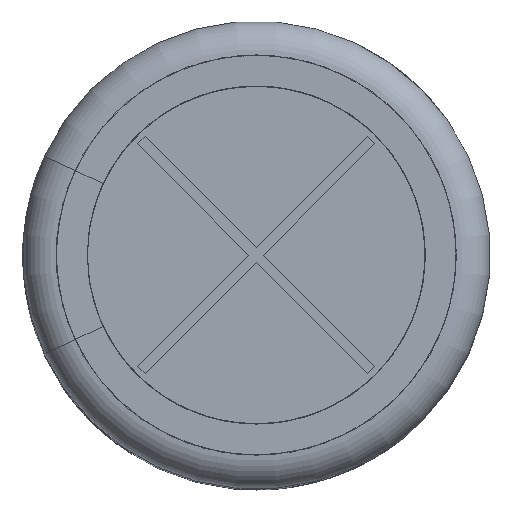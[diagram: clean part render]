
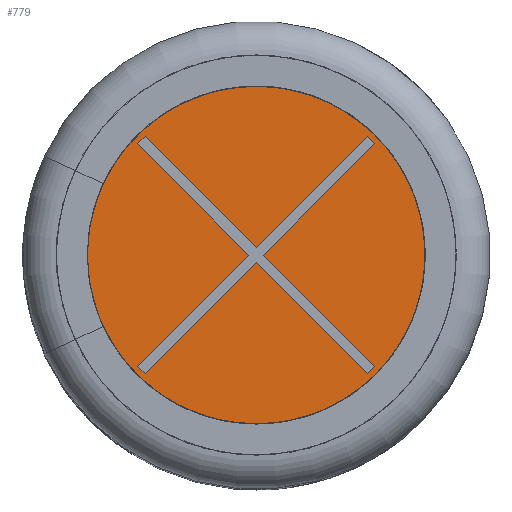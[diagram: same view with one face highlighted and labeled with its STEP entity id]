
A CAD part, top view. The second image highlights one B-rep face of the part: STEP entity #779.
In plain terms, the highlighted planar face has unit normal (0, 0, 1).
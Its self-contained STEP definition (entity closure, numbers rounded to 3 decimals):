
#779 = ADVANCED_FACE( '', ( #1974, #1975 ), #1976, .T. );
#1974 = FACE_OUTER_BOUND( '', #5431, .T. );
#1975 = FACE_BOUND( '', #5432, .T. );
#1976 = PLANE( '', #5433 );
#5431 = EDGE_LOOP( '', ( #12182 ) );
#5432 = EDGE_LOOP( '', ( #12183, #12184, #12185, #12186, #12187, #12188, #12189, #12190, #12191, #12192, #12193, #12194 ) );
#5433 = AXIS2_PLACEMENT_3D( '', #12195, #12196, #12197 );
#12182 = ORIENTED_EDGE( '', *, *, #16064, .F. );
#12183 = ORIENTED_EDGE( '', *, *, #16065, .T. );
#12184 = ORIENTED_EDGE( '', *, *, #16066, .T. );
#12185 = ORIENTED_EDGE( '', *, *, #16067, .T. );
#12186 = ORIENTED_EDGE( '', *, *, #15695, .T. );
#12187 = ORIENTED_EDGE( '', *, *, #16068, .T. );
#12188 = ORIENTED_EDGE( '', *, *, #16069, .T. );
#12189 = ORIENTED_EDGE( '', *, *, #16070, .T. );
#12190 = ORIENTED_EDGE( '', *, *, #16071, .T. );
#12191 = ORIENTED_EDGE( '', *, *, #16072, .T. );
#12192 = ORIENTED_EDGE( '', *, *, #15936, .T. );
#12193 = ORIENTED_EDGE( '', *, *, #16073, .T. );
#12194 = ORIENTED_EDGE( '', *, *, #16074, .T. );
#12195 = CARTESIAN_POINT( '', ( -6.843, 0., 24.78 ) );
#12196 = DIRECTION( '', ( 0., 0., 1. ) );
#12197 = DIRECTION( '', ( 1., 0., 0. ) );
#15695 = EDGE_CURVE( '', #17543, #17544, #17545, .T. );
#15936 = EDGE_CURVE( '', #17952, #17953, #17954, .T. );
#16064 = EDGE_CURVE( '', #18163, #18163, #18164, .T. );
#16065 = EDGE_CURVE( '', #18165, #18166, #18167, .T. );
#16066 = EDGE_CURVE( '', #18166, #18168, #18169, .T. );
#16067 = EDGE_CURVE( '', #18168, #17543, #18170, .T. );
#16068 = EDGE_CURVE( '', #17544, #18171, #18172, .T. );
#16069 = EDGE_CURVE( '', #18171, #18173, #18174, .T. );
#16070 = EDGE_CURVE( '', #18173, #18175, #18176, .T. );
#16071 = EDGE_CURVE( '', #18175, #18177, #18178, .T. );
#16072 = EDGE_CURVE( '', #18177, #17952, #18179, .T. );
#16073 = EDGE_CURVE( '', #17953, #18180, #18181, .T. );
#16074 = EDGE_CURVE( '', #18180, #18165, #18182, .T. );
#17543 = VERTEX_POINT( '', #20341 );
#17544 = VERTEX_POINT( '', #20342 );
#17545 = LINE( '', #20343, #20344 );
#17952 = VERTEX_POINT( '', #21743 );
#17953 = VERTEX_POINT( '', #21744 );
#17954 = LINE( '', #21745, #21746 );
#18163 = VERTEX_POINT( '', #22246 );
#18164 = CIRCLE( '', #22247, 6.843 );
#18165 = VERTEX_POINT( '', #22248 );
#18166 = VERTEX_POINT( '', #22249 );
#18167 = LINE( '', #22250, #22251 );
#18168 = VERTEX_POINT( '', #22252 );
#18169 = LINE( '', #22253, #22254 );
#18170 = LINE( '', #22255, #22256 );
#18171 = VERTEX_POINT( '', #22257 );
#18172 = LINE( '', #22258, #22259 );
#18173 = VERTEX_POINT( '', #22260 );
#18174 = LINE( '', #22261, #22262 );
#18175 = VERTEX_POINT( '', #22263 );
#18176 = LINE( '', #22264, #22265 );
#18177 = VERTEX_POINT( '', #22266 );
#18178 = LINE( '', #22267, #22268 );
#18179 = LINE( '', #22269, #22270 );
#18180 = VERTEX_POINT( '', #22271 );
#18181 = LINE( '', #22272, #22273 );
#18182 = LINE( '', #22274, #22275 );
#20341 = CARTESIAN_POINT( '', ( 3.801, 4.052, 24.78 ) );
#20342 = CARTESIAN_POINT( '', ( 4.052, 3.801, 24.78 ) );
#20343 = CARTESIAN_POINT( '', ( 4.052, 3.801, 24.78 ) );
#20344 = VECTOR( '', #26524, 1000. );
#21743 = CARTESIAN_POINT( '', ( -3.801, -4.052, 24.78 ) );
#21744 = CARTESIAN_POINT( '', ( -4.052, -3.801, 24.78 ) );
#21745 = CARTESIAN_POINT( '', ( -3.801, -4.052, 24.78 ) );
#21746 = VECTOR( '', #26720, 1000. );
#22246 = CARTESIAN_POINT( '', ( -6.843, 0., 24.78 ) );
#22247 = AXIS2_PLACEMENT_3D( '', #26820, #26821, #26822 );
#22248 = CARTESIAN_POINT( '', ( -4.052, 3.801, 24.78 ) );
#22249 = CARTESIAN_POINT( '', ( -3.801, 4.052, 24.78 ) );
#22250 = CARTESIAN_POINT( '', ( -3.801, 4.052, 24.78 ) );
#22251 = VECTOR( '', #26823, 1000. );
#22252 = CARTESIAN_POINT( '', ( 0., 0.251, 24.78 ) );
#22253 = CARTESIAN_POINT( '', ( 0., 0.251, 24.78 ) );
#22254 = VECTOR( '', #26824, 1000. );
#22255 = CARTESIAN_POINT( '', ( 0., 0.251, 24.78 ) );
#22256 = VECTOR( '', #26825, 1000. );
#22257 = CARTESIAN_POINT( '', ( 0.251, 0., 24.78 ) );
#22258 = CARTESIAN_POINT( '', ( 0.251, 0., 24.78 ) );
#22259 = VECTOR( '', #26826, 1000. );
#22260 = CARTESIAN_POINT( '', ( 4.052, -3.801, 24.78 ) );
#22261 = CARTESIAN_POINT( '', ( 0.251, 0., 24.78 ) );
#22262 = VECTOR( '', #26827, 1000. );
#22263 = CARTESIAN_POINT( '', ( 3.801, -4.052, 24.78 ) );
#22264 = CARTESIAN_POINT( '', ( 4.052, -3.801, 24.78 ) );
#22265 = VECTOR( '', #26828, 1000. );
#22266 = CARTESIAN_POINT( '', ( 0., -0.251, 24.78 ) );
#22267 = CARTESIAN_POINT( '', ( 0., -0.251, 24.78 ) );
#22268 = VECTOR( '', #26829, 1000. );
#22269 = CARTESIAN_POINT( '', ( 0., -0.251, 24.78 ) );
#22270 = VECTOR( '', #26830, 1000. );
#22271 = CARTESIAN_POINT( '', ( -0.251, 0., 24.78 ) );
#22272 = CARTESIAN_POINT( '', ( -0.251, 0., 24.78 ) );
#22273 = VECTOR( '', #26831, 1000. );
#22274 = CARTESIAN_POINT( '', ( -0.251, 0., 24.78 ) );
#22275 = VECTOR( '', #26832, 1000. );
#26524 = DIRECTION( '', ( 0.707, -0.707, 0. ) );
#26720 = DIRECTION( '', ( -0.707, 0.707, 0. ) );
#26820 = CARTESIAN_POINT( '', ( 0., 0., 24.78 ) );
#26821 = DIRECTION( '', ( 0., 0., -1. ) );
#26822 = DIRECTION( '', ( -1., 0., 0. ) );
#26823 = DIRECTION( '', ( 0.707, 0.707, 0. ) );
#26824 = DIRECTION( '', ( 0.707, -0.707, 0. ) );
#26825 = DIRECTION( '', ( 0.707, 0.707, 0. ) );
#26826 = DIRECTION( '', ( -0.707, -0.707, 0. ) );
#26827 = DIRECTION( '', ( 0.707, -0.707, 0. ) );
#26828 = DIRECTION( '', ( -0.707, -0.707, 0. ) );
#26829 = DIRECTION( '', ( -0.707, 0.707, 0. ) );
#26830 = DIRECTION( '', ( -0.707, -0.707, 0. ) );
#26831 = DIRECTION( '', ( 0.707, 0.707, 0. ) );
#26832 = DIRECTION( '', ( -0.707, 0.707, 0. ) );
